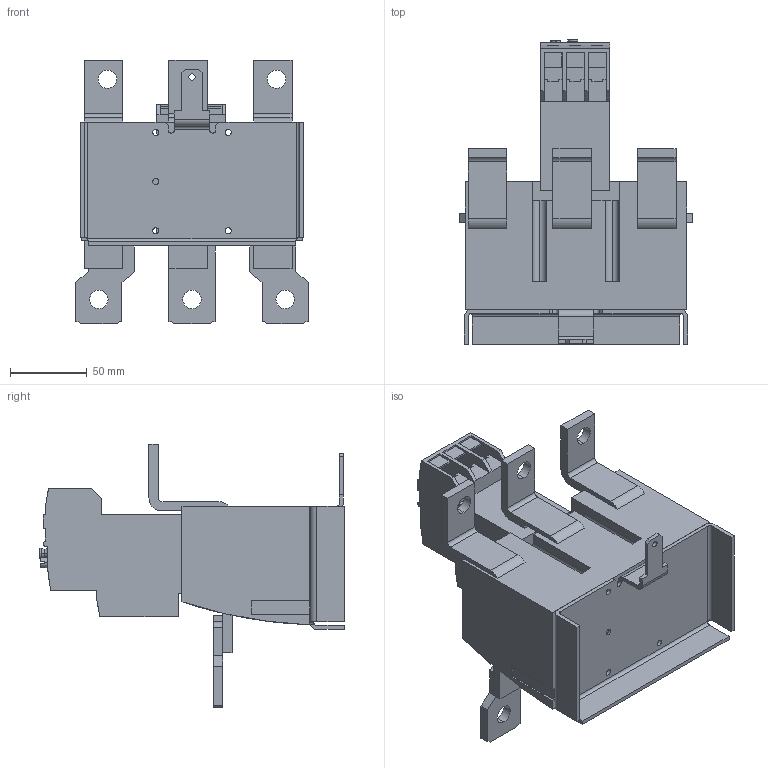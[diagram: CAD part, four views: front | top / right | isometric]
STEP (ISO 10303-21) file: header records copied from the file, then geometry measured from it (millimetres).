
FILE_DESCRIPTION (( 'STEP AP203' ), '1' );
FILE_NAME ('HTOR400-400-B.step', '2022-11-01T18:21:54', ( '' ), ( '' ), 'SwSTEP 2.0', 'SolidWorks 2021', '' );
FILE_SCHEMA (( 'CONFIG_CONTROL_DESIGN' ));
Length unit declared in the file: inch
Products named in the file (1): HTOR400-400-B
Bounding box: 151 x 198 x 171.5 mm (x, y, z)
Volume: 1171686.1 mm3; surface area: 165082.2 mm2
Topology: 7 solids, 7 shells, 528 faces, 1467 edges, 961 vertices
Faces by surface type: plane 401, cylinder 121, torus 6
Entity records: 17234 total; most frequent: CARTESIAN_POINT 3345, ORIENTED_EDGE 2934, DIRECTION 2771, EDGE_CURVE 1467, LINE 1181, VECTOR 1181, VERTEX_POINT 961, AXIS2_PLACEMENT_3D 795
